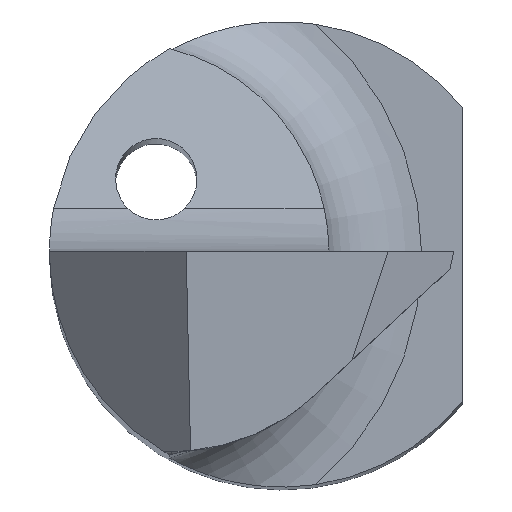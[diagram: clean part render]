
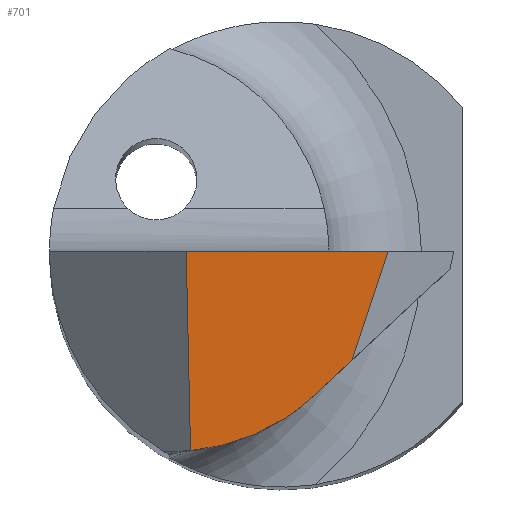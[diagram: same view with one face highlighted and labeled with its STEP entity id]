
A CAD part, top view. The second image highlights one B-rep face of the part: STEP entity #701.
In plain terms, the highlighted planar face has unit normal (0, -0.052, 0.999).
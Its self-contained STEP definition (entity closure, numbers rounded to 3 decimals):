
#33 = EDGE_CURVE ( 'NONE', #337, #564, #375, .T. ) ;
#40 = LINE ( 'NONE', #1007, #938 ) ;
#144 = DIRECTION ( 'NONE',  ( -1., 0., 0. ) ) ;
#199 = DIRECTION ( 'NONE',  ( 0., -0.999, -0.052 ) ) ;
#209 = VECTOR ( 'NONE', #560, 1000. ) ;
#238 = DIRECTION ( 'NONE',  ( -0.317, -0.947, -0.05 ) ) ;
#308 = ORIENTED_EDGE ( 'NONE', *, *, #763, .T. ) ;
#309 = LINE ( 'NONE', #1101, #814 ) ;
#337 = VERTEX_POINT ( 'NONE', #992 ) ;
#375 =( BOUNDED_CURVE ( )  B_SPLINE_CURVE ( 3, ( #512, #677, #1098, #1118 ),
 .UNSPECIFIED., .F., .F. ) 
 B_SPLINE_CURVE_WITH_KNOTS ( ( 4, 4 ),
 ( 0.09, 0.75 ),
 .UNSPECIFIED. ) 
 CURVE ( )  GEOMETRIC_REPRESENTATION_ITEM ( )  RATIONAL_B_SPLINE_CURVE ( ( 1., 0.964, 0.964, 1. ) ) 
 REPRESENTATION_ITEM ( '' )  );
#434 = EDGE_CURVE ( 'NONE', #564, #473, #832, .T. ) ;
#454 = CARTESIAN_POINT ( 'NONE',  ( 1.443, -0.15, 29.992 ) ) ;
#473 = VERTEX_POINT ( 'NONE', #643 ) ;
#512 = CARTESIAN_POINT ( 'NONE',  ( -0.788, -1.713, 29.91 ) ) ;
#560 = DIRECTION ( 'NONE',  ( -0.022, 0.998, 0.052 ) ) ;
#564 = VERTEX_POINT ( 'NONE', #950 ) ;
#570 = VERTEX_POINT ( 'NONE', #1036 ) ;
#571 = CARTESIAN_POINT ( 'NONE',  ( -0.826, 0.025, 30.001 ) ) ;
#635 = FACE_OUTER_BOUND ( 'NONE', #1112, .T. ) ;
#640 = CARTESIAN_POINT ( 'NONE',  ( -2., 0., 30. ) ) ;
#643 = CARTESIAN_POINT ( 'NONE',  ( 0.599, -0.937, 29.951 ) ) ;
#647 = ORIENTED_EDGE ( 'NONE', *, *, #761, .F. ) ;
#660 = LINE ( 'NONE', #571, #209 ) ;
#662 = ORIENTED_EDGE ( 'NONE', *, *, #33, .T. ) ;
#677 = CARTESIAN_POINT ( 'NONE',  ( -0.386, -1.676, 29.912 ) ) ;
#701 = ADVANCED_FACE ( 'NONE', ( #635 ), #982, .T. ) ;
#761 = EDGE_CURVE ( 'NONE', #570, #473, #309, .T. ) ;
#763 = EDGE_CURVE ( 'NONE', #570, #802, #40, .T. ) ;
#793 = EDGE_CURVE ( 'NONE', #337, #802, #660, .T. ) ;
#802 = VERTEX_POINT ( 'NONE', #828 ) ;
#810 = DIRECTION ( 'NONE',  ( 0.731, 0.682, 0.036 ) ) ;
#814 = VECTOR ( 'NONE', #238, 1000. ) ;
#828 = CARTESIAN_POINT ( 'NONE',  ( -0.825, 0., 30. ) ) ;
#832 = LINE ( 'NONE', #454, #885 ) ;
#868 = AXIS2_PLACEMENT_3D ( 'NONE', #640, #966, #199 ) ;
#885 = VECTOR ( 'NONE', #810, 1000. ) ;
#894 = ORIENTED_EDGE ( 'NONE', *, *, #434, .T. ) ;
#912 = ORIENTED_EDGE ( 'NONE', *, *, #793, .F. ) ;
#938 = VECTOR ( 'NONE', #144, 1000. ) ;
#950 = CARTESIAN_POINT ( 'NONE',  ( 0.278, -1.236, 29.935 ) ) ;
#966 = DIRECTION ( 'NONE',  ( 0., -0.052, 0.999 ) ) ;
#982 = PLANE ( 'NONE',  #868 ) ;
#992 = CARTESIAN_POINT ( 'NONE',  ( -0.788, -1.713, 29.91 ) ) ;
#1007 = CARTESIAN_POINT ( 'NONE',  ( -2., 0., 30. ) ) ;
#1036 = CARTESIAN_POINT ( 'NONE',  ( 0.912, 0., 30. ) ) ;
#1098 = CARTESIAN_POINT ( 'NONE',  ( -0.017, -1.512, 29.921 ) ) ;
#1101 = CARTESIAN_POINT ( 'NONE',  ( 0.62, -0.874, 29.954 ) ) ;
#1112 = EDGE_LOOP ( 'NONE', ( #912, #662, #894, #647, #308 ) ) ;
#1118 = CARTESIAN_POINT ( 'NONE',  ( 0.278, -1.236, 29.935 ) ) ;
